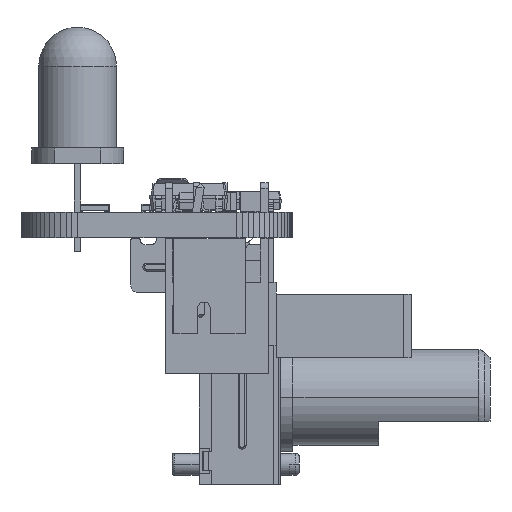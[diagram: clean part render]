
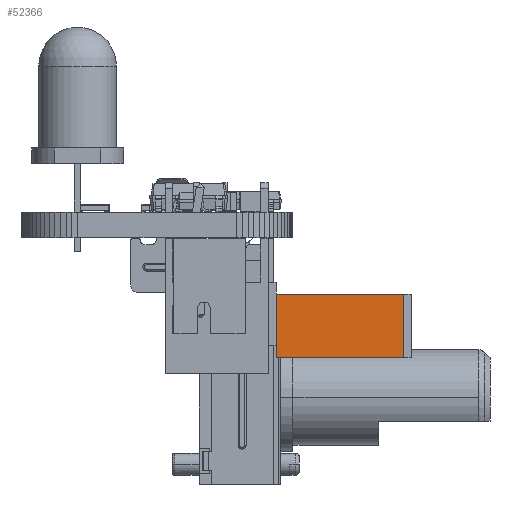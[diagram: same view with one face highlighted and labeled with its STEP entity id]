
A CAD part, left-side view. The second image highlights one B-rep face of the part: STEP entity #52366.
In plain terms, the highlighted face is planar.
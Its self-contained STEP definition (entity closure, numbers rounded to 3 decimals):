
#51238 = PLANE('',#51239);
#51239 = AXIS2_PLACEMENT_3D('',#51240,#51241,#51242);
#51240 = CARTESIAN_POINT('',(-0.5,-5.,3.5));
#51241 = DIRECTION('',(0.,1.,0.));
#51242 = DIRECTION('',(0.,0.,1.));
#51811 = PLANE('',#51812);
#51812 = AXIS2_PLACEMENT_3D('',#51813,#51814,#51815);
#51813 = CARTESIAN_POINT('',(-0.5,-5.,3.5));
#51814 = DIRECTION('',(0.,0.,1.));
#51815 = DIRECTION('',(1.,0.,-0.));
#51852 = VERTEX_POINT('',#51853);
#51853 = CARTESIAN_POINT('',(4.5,-5.,7.5));
#51867 = PLANE('',#51868);
#51868 = AXIS2_PLACEMENT_3D('',#51869,#51870,#51871);
#51869 = CARTESIAN_POINT('',(4.5,-5.,7.5));
#51870 = DIRECTION('',(-0.,0.,-1.));
#51871 = DIRECTION('',(-1.,0.,0.));
#51879 = EDGE_CURVE('',#51880,#51852,#51882,.T.);
#51880 = VERTEX_POINT('',#51881);
#51881 = CARTESIAN_POINT('',(4.5,-5.,3.5));
#51882 = SURFACE_CURVE('',#51883,(#51887,#51894),.PCURVE_S1.);
#51883 = LINE('',#51884,#51885);
#51884 = CARTESIAN_POINT('',(4.5,-5.,3.5));
#51885 = VECTOR('',#51886,1.);
#51886 = DIRECTION('',(0.,0.,1.));
#51887 = PCURVE('',#51238,#51888);
#51888 = DEFINITIONAL_REPRESENTATION('',(#51889),#51893);
#51889 = LINE('',#51890,#51891);
#51890 = CARTESIAN_POINT('',(0.,5.));
#51891 = VECTOR('',#51892,1.);
#51892 = DIRECTION('',(1.,0.));
#51893 = ( GEOMETRIC_REPRESENTATION_CONTEXT(2) 
PARAMETRIC_REPRESENTATION_CONTEXT() REPRESENTATION_CONTEXT('2D SPACE',''
  ) );
#51894 = PCURVE('',#51895,#51900);
#51895 = PLANE('',#51896);
#51896 = AXIS2_PLACEMENT_3D('',#51897,#51898,#51899);
#51897 = CARTESIAN_POINT('',(4.5,-5.,3.5));
#51898 = DIRECTION('',(-1.,0.,0.));
#51899 = DIRECTION('',(0.,0.,1.));
#51900 = DEFINITIONAL_REPRESENTATION('',(#51901),#51905);
#51901 = LINE('',#51902,#51903);
#51902 = CARTESIAN_POINT('',(0.,0.));
#51903 = VECTOR('',#51904,1.);
#51904 = DIRECTION('',(1.,0.));
#51905 = ( GEOMETRIC_REPRESENTATION_CONTEXT(2) 
PARAMETRIC_REPRESENTATION_CONTEXT() REPRESENTATION_CONTEXT('2D SPACE',''
  ) );
#52317 = VERTEX_POINT('',#52318);
#52318 = CARTESIAN_POINT('',(4.5,-13.,3.5));
#52332 = PLANE('',#52333);
#52333 = AXIS2_PLACEMENT_3D('',#52334,#52335,#52336);
#52334 = CARTESIAN_POINT('',(4.,-13.5,0.));
#52335 = DIRECTION('',(-0.707,0.707,0.));
#52336 = DIRECTION('',(0.707,0.707,0.));
#52344 = EDGE_CURVE('',#51880,#52317,#52345,.T.);
#52345 = SURFACE_CURVE('',#52346,(#52350,#52357),.PCURVE_S1.);
#52346 = LINE('',#52347,#52348);
#52347 = CARTESIAN_POINT('',(4.5,-5.,3.5));
#52348 = VECTOR('',#52349,1.);
#52349 = DIRECTION('',(0.,-1.,0.));
#52350 = PCURVE('',#51811,#52351);
#52351 = DEFINITIONAL_REPRESENTATION('',(#52352),#52356);
#52352 = LINE('',#52353,#52354);
#52353 = CARTESIAN_POINT('',(5.,0.));
#52354 = VECTOR('',#52355,1.);
#52355 = DIRECTION('',(0.,-1.));
#52356 = ( GEOMETRIC_REPRESENTATION_CONTEXT(2) 
PARAMETRIC_REPRESENTATION_CONTEXT() REPRESENTATION_CONTEXT('2D SPACE',''
  ) );
#52357 = PCURVE('',#51895,#52358);
#52358 = DEFINITIONAL_REPRESENTATION('',(#52359),#52363);
#52359 = LINE('',#52360,#52361);
#52360 = CARTESIAN_POINT('',(0.,0.));
#52361 = VECTOR('',#52362,1.);
#52362 = DIRECTION('',(0.,-1.));
#52363 = ( GEOMETRIC_REPRESENTATION_CONTEXT(2) 
PARAMETRIC_REPRESENTATION_CONTEXT() REPRESENTATION_CONTEXT('2D SPACE',''
  ) );
#52366 = ADVANCED_FACE('',(#52367),#51895,.F.);
#52367 = FACE_BOUND('',#52368,.F.);
#52368 = EDGE_LOOP('',(#52369,#52370,#52371,#52394));
#52369 = ORIENTED_EDGE('',*,*,#51879,.F.);
#52370 = ORIENTED_EDGE('',*,*,#52344,.T.);
#52371 = ORIENTED_EDGE('',*,*,#52372,.T.);
#52372 = EDGE_CURVE('',#52317,#52373,#52375,.T.);
#52373 = VERTEX_POINT('',#52374);
#52374 = CARTESIAN_POINT('',(4.5,-13.,7.5));
#52375 = SURFACE_CURVE('',#52376,(#52380,#52387),.PCURVE_S1.);
#52376 = LINE('',#52377,#52378);
#52377 = CARTESIAN_POINT('',(4.5,-13.,0.));
#52378 = VECTOR('',#52379,1.);
#52379 = DIRECTION('',(0.,0.,1.));
#52380 = PCURVE('',#51895,#52381);
#52381 = DEFINITIONAL_REPRESENTATION('',(#52382),#52386);
#52382 = LINE('',#52383,#52384);
#52383 = CARTESIAN_POINT('',(-3.5,-8.));
#52384 = VECTOR('',#52385,1.);
#52385 = DIRECTION('',(1.,0.));
#52386 = ( GEOMETRIC_REPRESENTATION_CONTEXT(2) 
PARAMETRIC_REPRESENTATION_CONTEXT() REPRESENTATION_CONTEXT('2D SPACE',''
  ) );
#52387 = PCURVE('',#52332,#52388);
#52388 = DEFINITIONAL_REPRESENTATION('',(#52389),#52393);
#52389 = LINE('',#52390,#52391);
#52390 = CARTESIAN_POINT('',(0.707,0.));
#52391 = VECTOR('',#52392,1.);
#52392 = DIRECTION('',(0.,-1.));
#52393 = ( GEOMETRIC_REPRESENTATION_CONTEXT(2) 
PARAMETRIC_REPRESENTATION_CONTEXT() REPRESENTATION_CONTEXT('2D SPACE',''
  ) );
#52394 = ORIENTED_EDGE('',*,*,#52395,.F.);
#52395 = EDGE_CURVE('',#51852,#52373,#52396,.T.);
#52396 = SURFACE_CURVE('',#52397,(#52401,#52408),.PCURVE_S1.);
#52397 = LINE('',#52398,#52399);
#52398 = CARTESIAN_POINT('',(4.5,-5.,7.5));
#52399 = VECTOR('',#52400,1.);
#52400 = DIRECTION('',(0.,-1.,0.));
#52401 = PCURVE('',#51895,#52402);
#52402 = DEFINITIONAL_REPRESENTATION('',(#52403),#52407);
#52403 = LINE('',#52404,#52405);
#52404 = CARTESIAN_POINT('',(4.,0.));
#52405 = VECTOR('',#52406,1.);
#52406 = DIRECTION('',(0.,-1.));
#52407 = ( GEOMETRIC_REPRESENTATION_CONTEXT(2) 
PARAMETRIC_REPRESENTATION_CONTEXT() REPRESENTATION_CONTEXT('2D SPACE',''
  ) );
#52408 = PCURVE('',#51867,#52409);
#52409 = DEFINITIONAL_REPRESENTATION('',(#52410),#52414);
#52410 = LINE('',#52411,#52412);
#52411 = CARTESIAN_POINT('',(0.,0.));
#52412 = VECTOR('',#52413,1.);
#52413 = DIRECTION('',(0.,-1.));
#52414 = ( GEOMETRIC_REPRESENTATION_CONTEXT(2) 
PARAMETRIC_REPRESENTATION_CONTEXT() REPRESENTATION_CONTEXT('2D SPACE',''
  ) );
